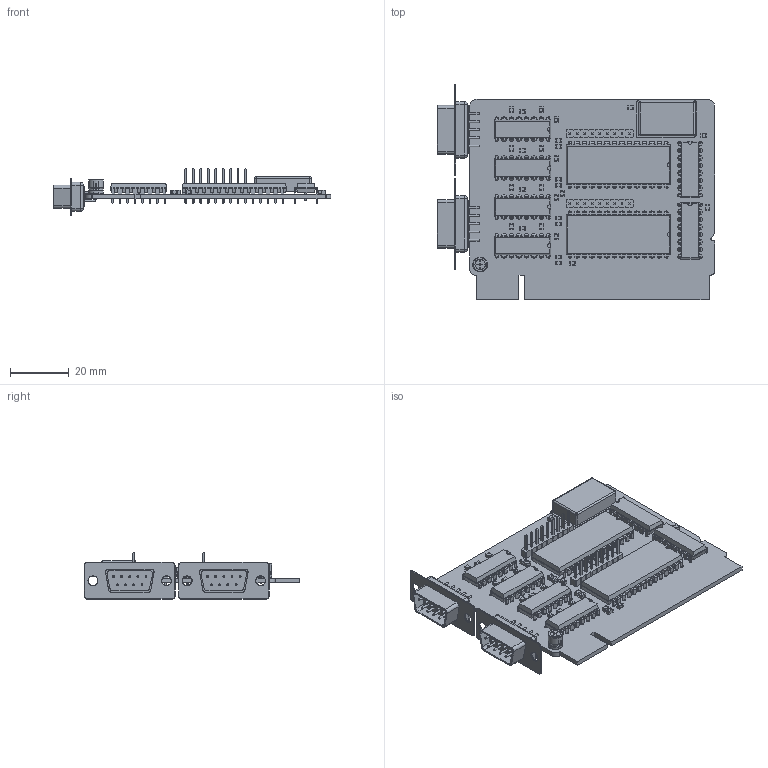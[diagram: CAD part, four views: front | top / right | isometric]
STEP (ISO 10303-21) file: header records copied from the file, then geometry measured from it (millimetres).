
FILE_DESCRIPTION(('KiCad electronic assembly'),'2;1');
FILE_NAME('ACIA2.step','2024-07-24T21:53:35',('Pcbnew'),('Kicad'), 'Open CASCADE STEP processor 7.6','KiCad to STEP converter','Unknown' );
FILE_SCHEMA(('AUTOMOTIVE_DESIGN { 1 0 10303 214 1 1 1 1 }'));
Length unit declared in the file: millimetre
Products named in the file (16): ACIA2 1; DIP-16_W7.62mm; C_0805_2012Metric; DSUB-9_Male_Vertical_P2.77x2.84mm; DIP-28_W15.24mm; Oscillator_DIP-14; CP_Radial_D5.0mm_P2.50mm; CP_Radial_D50mm_P250mm; PinHeader_1x09_P2.54mm_Vertical; PinHeader_1x09_P254mm_Vertical; ACIA2_PCB
Assembly tree (51 placements, depth 3):
  ACIA2 1
    DIP-16_W7.62mm  x6
      DIP-16_W7.62mm
    C_0805_2012Metric  x29
      C_0805_2012Metric
    DSUB-9_Male_Vertical_P2.77x2.84mm  x2
      DSUB-9_Male_Vertical_P2.77x2.84mm
    DIP-28_W15.24mm  x2
      DIP-28_W15.24mm
    Oscillator_DIP-14
      Oscillator_DIP-14
    CP_Radial_D5.0mm_P2.50mm
      CP_Radial_D50mm_P250mm
    PinHeader_1x09_P2.54mm_Vertical  x2
      PinHeader_1x09_P254mm_Vertical
    ACIA2_PCB
Bounding box: 94.3 x 73.14 x 15.71 mm (x, y, z)
Volume: 18593.1 mm3; surface area: 24718.7 mm2
Topology: 44 solids, 47 shells, 4521 faces, 11890 edges, 7597 vertices
Faces by surface type: plane 3181, cylinder 991, bspline 254, torus 62, revolution 13, sphere 12, cone 8
Full cylindrical faces by diameter (mm): 0.45 x4, 0.5 x2, 0.64 x54, 0.8 x158, 1 x18, 3.2 x4
Entity records: 55648 total; most frequent: CARTESIAN_POINT 9445, ORIENTED_EDGE 7630, DIRECTION 7444, EDGE_CURVE 3815, LINE 2919, VECTOR 2919, VERTEX_POINT 2429, AXIS2_PLACEMENT_3D 2258
